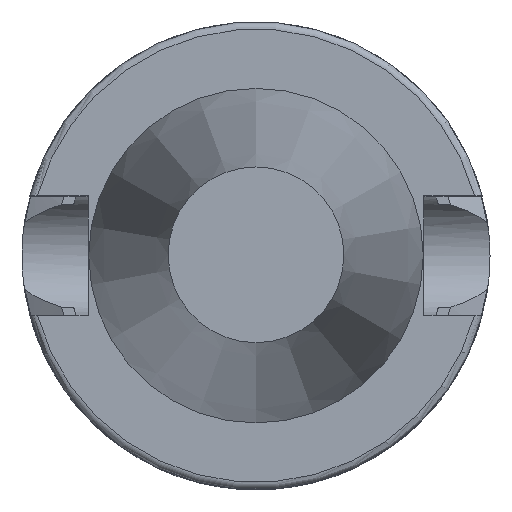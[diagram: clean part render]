
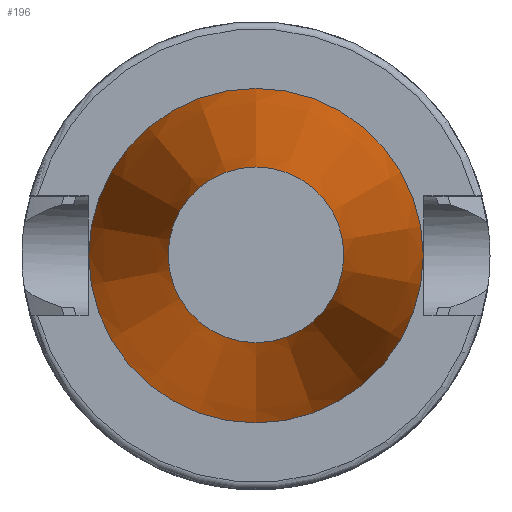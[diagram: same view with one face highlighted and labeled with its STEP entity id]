
A CAD part, top view. The second image highlights one B-rep face of the part: STEP entity #196.
In plain terms, the highlighted conical face has half-angle 9.016 degrees and reference radius 17.17 mm.
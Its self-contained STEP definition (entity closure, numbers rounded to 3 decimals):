
#172=CONICAL_SURFACE('',#924,17.17,9.016);
#187=FACE_BOUND('',#315,.T.);
#188=FACE_BOUND('',#316,.T.);
#196=ADVANCED_FACE('',(#187,#188),#172,.T.);
#315=EDGE_LOOP('',(#373));
#316=EDGE_LOOP('',(#374));
#373=ORIENTED_EDGE('',*,*,#700,.T.);
#374=ORIENTED_EDGE('',*,*,#701,.T.);
#623=VERTEX_POINT('',#1333);
#624=VERTEX_POINT('',#1335);
#700=EDGE_CURVE('',#623,#623,#825,.T.);
#701=EDGE_CURVE('',#624,#624,#826,.T.);
#825=CIRCLE('',#922,11.823);
#826=CIRCLE('',#923,22.517);
#922=AXIS2_PLACEMENT_3D('',#1332,#1049,#1050);
#923=AXIS2_PLACEMENT_3D('',#1334,#1051,#1052);
#924=AXIS2_PLACEMENT_3D('',#1336,#1053,#1054);
#1049=DIRECTION('',(0.,0.,-1.));
#1050=DIRECTION('',(0.,-1.,0.));
#1051=DIRECTION('',(0.,0.,1.));
#1052=DIRECTION('',(1.,0.,0.));
#1053=DIRECTION('',(0.,0.,-1.));
#1054=DIRECTION('',(-1.,0.,0.));
#1332=CARTESIAN_POINT('',(0.,0.,65.4));
#1333=CARTESIAN_POINT('',(0.,-11.823,65.4));
#1334=CARTESIAN_POINT('',(0.,0.,-2.));
#1335=CARTESIAN_POINT('',(22.517,0.,-2.));
#1336=CARTESIAN_POINT('',(0.,0.,31.7));
